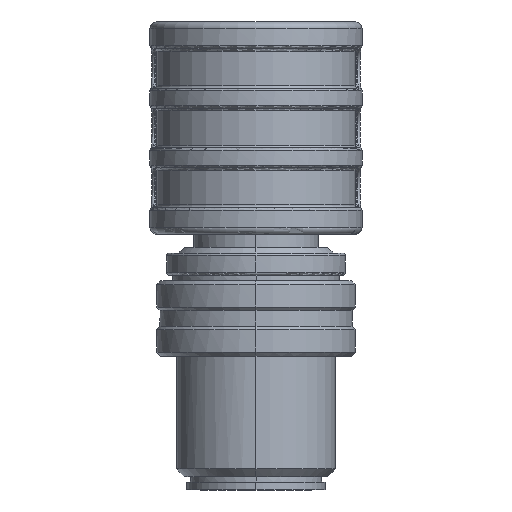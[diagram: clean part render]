
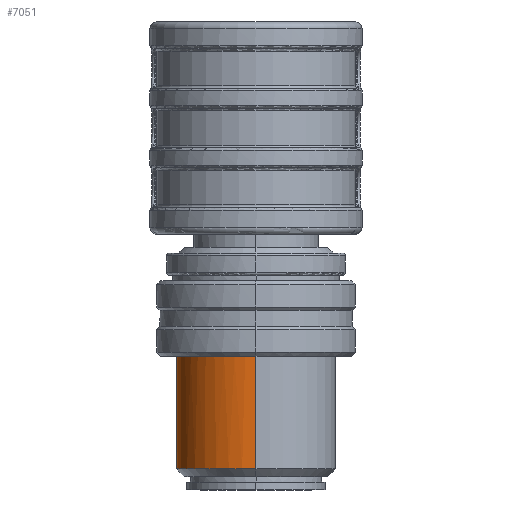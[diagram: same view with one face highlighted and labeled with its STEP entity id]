
A CAD part, front view. The second image highlights one B-rep face of the part: STEP entity #7051.
In plain terms, the highlighted cylindrical face has radius 6 mm (diameter 12 mm), a partial arc.
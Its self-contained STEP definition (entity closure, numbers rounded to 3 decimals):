
#6982=AXIS2_PLACEMENT_3D('Circle Axis2P3D',#6980,#6981,$) ;
#7012=AXIS2_PLACEMENT_3D('Cylinder Axis2P3D',#7009,#7010,#7011) ;
#6970=CARTESIAN_POINT('Vertex',(8.,14.,1.6)) ;
#6977=CARTESIAN_POINT('Vertex',(8.,2.,1.6)) ;
#6980=CARTESIAN_POINT('Axis2P3D Location',(8.,8.,1.6)) ;
#7009=CARTESIAN_POINT('Axis2P3D Location',(8.,8.,-16.7)) ;
#7014=CARTESIAN_POINT('Line Origine',(8.,14.,-16.7)) ;
#7018=CARTESIAN_POINT('Vertex',(8.,14.,10.1)) ;
#7021=CARTESIAN_POINT('Line Origine',(8.,2.,-16.7)) ;
#7025=CARTESIAN_POINT('Vertex',(8.,2.,10.1)) ;
#7029=CARTESIAN_POINT('Control Point',(8.,2.,10.1)) ;
#7030=CARTESIAN_POINT('Control Point',(7.058,2.,10.1)) ;
#7031=CARTESIAN_POINT('Control Point',(6.115,2.185,10.1)) ;
#7032=CARTESIAN_POINT('Control Point',(5.221,2.555,10.1)) ;
#7033=CARTESIAN_POINT('Control Point',(3.627,3.627,10.1)) ;
#7034=CARTESIAN_POINT('Control Point',(2.555,5.221,10.1)) ;
#7035=CARTESIAN_POINT('Control Point',(2.185,6.115,10.1)) ;
#7036=CARTESIAN_POINT('Control Point',(1.815,8.,10.1)) ;
#7037=CARTESIAN_POINT('Control Point',(2.185,9.885,10.1)) ;
#7038=CARTESIAN_POINT('Control Point',(2.555,10.779,10.1)) ;
#7039=CARTESIAN_POINT('Control Point',(3.627,12.373,10.1)) ;
#7040=CARTESIAN_POINT('Control Point',(5.221,13.445,10.1)) ;
#7041=CARTESIAN_POINT('Control Point',(6.115,13.815,10.1)) ;
#7042=CARTESIAN_POINT('Control Point',(7.058,14.,10.1)) ;
#7043=CARTESIAN_POINT('Control Point',(8.,14.,10.1)) ;
#6981=DIRECTION('Axis2P3D Direction',(0.,0.,1.)) ;
#7010=DIRECTION('Axis2P3D Direction',(0.,0.,-1.)) ;
#7011=DIRECTION('Axis2P3D XDirection',(0.,-1.,0.)) ;
#7015=DIRECTION('Vector Direction',(0.,0.,-1.)) ;
#7022=DIRECTION('Vector Direction',(0.,0.,-1.)) ;
#7016=VECTOR('Line Direction',#7015,1.) ;
#7023=VECTOR('Line Direction',#7022,1.) ;
#7046=ORIENTED_EDGE('',*,*,#7020,.F.) ;
#7047=ORIENTED_EDGE('',*,*,#6984,.F.) ;
#7048=ORIENTED_EDGE('',*,*,#7027,.F.) ;
#7049=ORIENTED_EDGE('',*,*,#7044,.T.) ;
#7051=ADVANCED_FACE('Hauptk\X2\00F6\X0\rper',(#7050),#7013,.T.) ;
#7028=B_SPLINE_CURVE_WITH_KNOTS('',5,(#7029,#7030,#7031,#7032,#7033,#7034,#7035,#7036,#7037,#7038,#7039,#7040,#7041,#7042,#7043),.UNSPECIFIED.,.F.,.U.,(6,3,3,3,6),(-9.425,-4.712,0.,4.712,9.425),.UNSPECIFIED.) ;
#6983=CIRCLE('generated circle',#6982,6.) ;
#7013=CYLINDRICAL_SURFACE('generated cylinder',#7012,6.) ;
#6984=EDGE_CURVE('',#6978,#6971,#6983,.F.) ;
#7020=EDGE_CURVE('',#6971,#7019,#7017,.F.) ;
#7027=EDGE_CURVE('',#7026,#6978,#7024,.T.) ;
#7044=EDGE_CURVE('',#7026,#7019,#7028,.T.) ;
#7045=EDGE_LOOP('',(#7046,#7047,#7048,#7049)) ;
#7050=FACE_OUTER_BOUND('',#7045,.T.) ;
#7017=LINE('Line',#7014,#7016) ;
#7024=LINE('Line',#7021,#7023) ;
#6971=VERTEX_POINT('',#6970) ;
#6978=VERTEX_POINT('',#6977) ;
#7019=VERTEX_POINT('',#7018) ;
#7026=VERTEX_POINT('',#7025) ;
